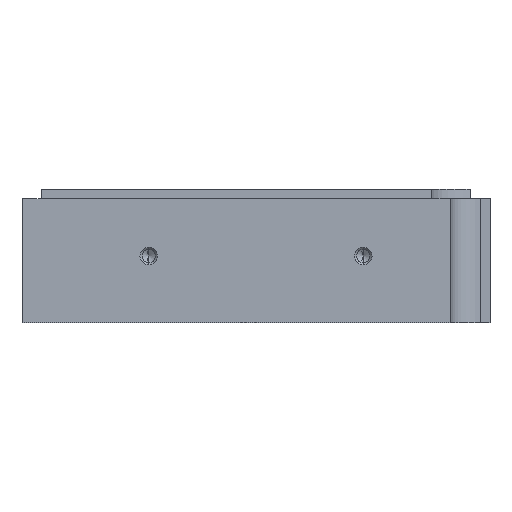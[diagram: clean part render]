
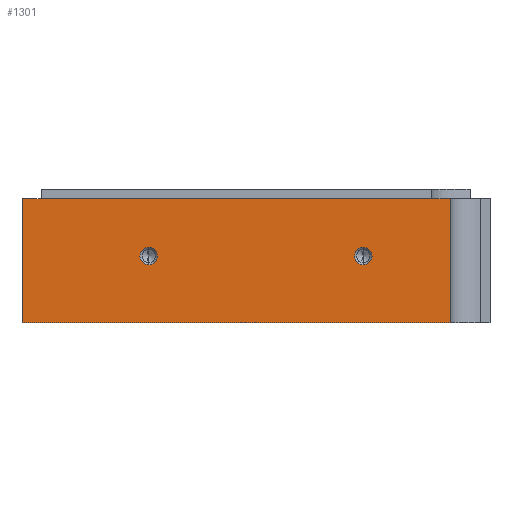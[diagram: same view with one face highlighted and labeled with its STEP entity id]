
A CAD part, front view. The second image highlights one B-rep face of the part: STEP entity #1301.
In plain terms, the highlighted planar face has unit normal (0, -1, 0).
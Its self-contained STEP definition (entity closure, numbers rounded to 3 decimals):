
#26 = EDGE_CURVE ( 'NONE', #1682, #1673, #2447, .T. ) ;
#35 = EDGE_CURVE ( 'NONE', #1679, #1682, #2437, .T. ) ;
#63 = CARTESIAN_POINT ( 'NONE',  ( 100., -200., -15. ) ) ;
#73 = DIRECTION ( 'NONE',  ( 0., 0., 1. ) ) ;
#98 = EDGE_LOOP ( 'NONE', ( #2770, #2772, #2763, #2754 ) ) ;
#121 = EDGE_LOOP ( 'NONE', ( #2698, #2775 ) ) ;
#174 = EDGE_CURVE ( 'NONE', #2869, #2855, #2394, .T. ) ;
#358 = AXIS2_PLACEMENT_3D ( 'NONE', #775, #995, #769 ) ;
#360 = AXIS2_PLACEMENT_3D ( 'NONE', #1039, #1038, #1035 ) ;
#403 = EDGE_CURVE ( 'NONE', #2842, #2839, #2383, .T. ) ;
#432 = AXIS2_PLACEMENT_3D ( 'NONE', #2066, #2065, #2064 ) ;
#437 = AXIS2_PLACEMENT_3D ( 'NONE', #2099, #2039, #2038 ) ;
#512 = AXIS2_PLACEMENT_3D ( 'NONE', #2805, #2811, #2799 ) ;
#676 = CIRCLE ( 'NONE', #358, 4.5 ) ;
#693 = VECTOR ( 'NONE', #781, 1000. ) ;
#697 = CIRCLE ( 'NONE', #360, 4.5 ) ;
#711 = LINE ( 'NONE', #783, #693 ) ;
#769 = DIRECTION ( 'NONE',  ( 0., 0., -1. ) ) ;
#775 = CARTESIAN_POINT ( 'NONE',  ( -55., -200., 19.3 ) ) ;
#781 = DIRECTION ( 'NONE',  ( 1., 0., 0. ) ) ;
#783 = CARTESIAN_POINT ( 'NONE',  ( 100., -200., -15. ) ) ;
#938 = CARTESIAN_POINT ( 'NONE',  ( -55., -200., 23.8 ) ) ;
#957 = CARTESIAN_POINT ( 'NONE',  ( -120., -200., 48.6 ) ) ;
#995 = DIRECTION ( 'NONE',  ( 0., -1., 0. ) ) ;
#997 = CARTESIAN_POINT ( 'NONE',  ( -55., -200., 14.8 ) ) ;
#1035 = DIRECTION ( 'NONE',  ( 0., 0., -1. ) ) ;
#1038 = DIRECTION ( 'NONE',  ( 0., -1., 0. ) ) ;
#1039 = CARTESIAN_POINT ( 'NONE',  ( 55., -200., 19.3 ) ) ;
#1040 = CARTESIAN_POINT ( 'NONE',  ( 55., -200., 23.8 ) ) ;
#1052 = CARTESIAN_POINT ( 'NONE',  ( 55., -200., 14.8 ) ) ;
#1131 = EDGE_CURVE ( 'NONE', #1661, #1673, #1410, .T. ) ;
#1201 = FACE_OUTER_BOUND ( 'NONE', #98, .T. ) ;
#1204 = FACE_BOUND ( 'NONE', #1507, .T. ) ;
#1207 = FACE_BOUND ( 'NONE', #121, .T. ) ;
#1301 = ADVANCED_FACE ( 'NONE', ( #1204, #1207, #1201 ), #2800, .T. ) ;
#1408 = VECTOR ( 'NONE', #73, 1000. ) ;
#1410 = LINE ( 'NONE', #63, #1408 ) ;
#1507 = EDGE_LOOP ( 'NONE', ( #2707, #2718 ) ) ;
#1661 = VERTEX_POINT ( 'NONE', #1906 ) ;
#1673 = VERTEX_POINT ( 'NONE', #1862 ) ;
#1679 = VERTEX_POINT ( 'NONE', #2041 ) ;
#1682 = VERTEX_POINT ( 'NONE', #957 ) ;
#1862 = CARTESIAN_POINT ( 'NONE',  ( 100., -200., 48.6 ) ) ;
#1906 = CARTESIAN_POINT ( 'NONE',  ( 100., -200., -15. ) ) ;
#2038 = DIRECTION ( 'NONE',  ( 0., 0., -1. ) ) ;
#2039 = DIRECTION ( 'NONE',  ( 0., -1., 0. ) ) ;
#2041 = CARTESIAN_POINT ( 'NONE',  ( -120., -200., -15. ) ) ;
#2054 = CARTESIAN_POINT ( 'NONE',  ( -120., -200., -78.246 ) ) ;
#2064 = DIRECTION ( 'NONE',  ( 0., 0., -1. ) ) ;
#2065 = DIRECTION ( 'NONE',  ( 0., -1., 0. ) ) ;
#2066 = CARTESIAN_POINT ( 'NONE',  ( -55., -200., 19.3 ) ) ;
#2099 = CARTESIAN_POINT ( 'NONE',  ( 55., -200., 19.3 ) ) ;
#2131 = DIRECTION ( 'NONE',  ( 1., 0., 0. ) ) ;
#2137 = CARTESIAN_POINT ( 'NONE',  ( -120., -200., 48.6 ) ) ;
#2160 = DIRECTION ( 'NONE',  ( 0., 0., 1. ) ) ;
#2383 = CIRCLE ( 'NONE', #437, 4.5 ) ;
#2394 = CIRCLE ( 'NONE', #432, 4.5 ) ;
#2433 = VECTOR ( 'NONE', #2160, 1000. ) ;
#2437 = LINE ( 'NONE', #2054, #2433 ) ;
#2446 = VECTOR ( 'NONE', #2131, 1000. ) ;
#2447 = LINE ( 'NONE', #2137, #2446 ) ;
#2460 = EDGE_CURVE ( 'NONE', #1679, #1661, #711, .T. ) ;
#2461 = EDGE_CURVE ( 'NONE', #2855, #2869, #676, .T. ) ;
#2463 = EDGE_CURVE ( 'NONE', #2839, #2842, #697, .T. ) ;
#2698 = ORIENTED_EDGE ( 'NONE', *, *, #2461, .F. ) ;
#2707 = ORIENTED_EDGE ( 'NONE', *, *, #2463, .F. ) ;
#2718 = ORIENTED_EDGE ( 'NONE', *, *, #403, .F. ) ;
#2754 = ORIENTED_EDGE ( 'NONE', *, *, #2460, .T. ) ;
#2763 = ORIENTED_EDGE ( 'NONE', *, *, #35, .F. ) ;
#2770 = ORIENTED_EDGE ( 'NONE', *, *, #1131, .T. ) ;
#2772 = ORIENTED_EDGE ( 'NONE', *, *, #26, .F. ) ;
#2775 = ORIENTED_EDGE ( 'NONE', *, *, #174, .F. ) ;
#2799 = DIRECTION ( 'NONE',  ( 1., 0., 0. ) ) ;
#2800 = PLANE ( 'NONE',  #512 ) ;
#2805 = CARTESIAN_POINT ( 'NONE',  ( 100., -200., -15. ) ) ;
#2811 = DIRECTION ( 'NONE',  ( 0., -1., 0. ) ) ;
#2839 = VERTEX_POINT ( 'NONE', #1052 ) ;
#2842 = VERTEX_POINT ( 'NONE', #1040 ) ;
#2855 = VERTEX_POINT ( 'NONE', #997 ) ;
#2869 = VERTEX_POINT ( 'NONE', #938 ) ;
